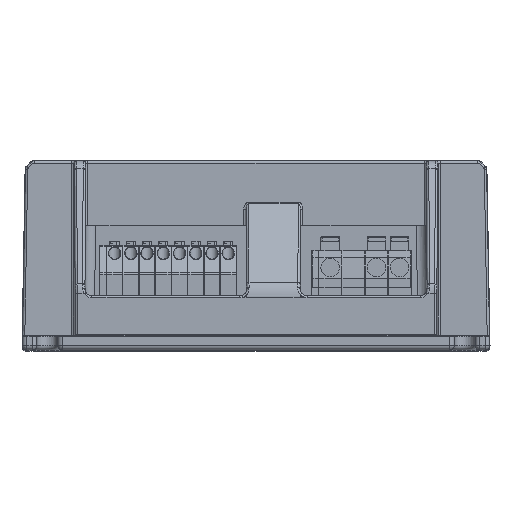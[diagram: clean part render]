
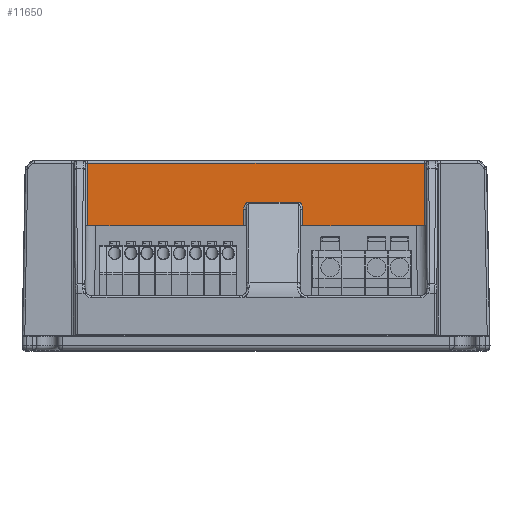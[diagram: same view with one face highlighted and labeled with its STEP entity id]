
A CAD part, top view. The second image highlights one B-rep face of the part: STEP entity #11650.
In plain terms, the highlighted planar face has unit normal (0, 0, 1).
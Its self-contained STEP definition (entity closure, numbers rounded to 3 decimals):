
#9860=CARTESIAN_POINT('',(-2.631,6.35,-15.5));
#9870=VERTEX_POINT('',#9860);
#9900=CARTESIAN_POINT('',(-2.631,6.35,-15.5));
#9910=DIRECTION('',(0.,1.,0.));
#9920=VECTOR('',#9910,1.);
#9930=LINE('',#9900,#9920);
#9940=CARTESIAN_POINT('',(-2.631,9.859,-15.5));
#9950=VERTEX_POINT('',#9940);
#9960=EDGE_CURVE('',#9870,#9950,#9930,.T.);
#10690=CARTESIAN_POINT('',(-36.269,6.35,-15.5));
#10700=VERTEX_POINT('',#10690);
#10730=CARTESIAN_POINT('',(-36.269,6.35,-15.5));
#10740=DIRECTION('',(1.,0.,0.));
#10750=VECTOR('',#10740,1.);
#10760=LINE('',#10730,#10750);
#10770=EDGE_CURVE('',#10700,#9870,#10760,.T.);
#10820=CARTESIAN_POINT('',(36.9,20.5,-15.5));
#10830=DIRECTION('',(0.,0.,-1.));
#10840=DIRECTION('',(-1.,0.,0.));
#10850=AXIS2_PLACEMENT_3D('',#10820,#10830,#10840);
#10860=PLANE('',#10850);
#10870=CARTESIAN_POINT('',(-1.638,11.404,-15.5));
#10880=CARTESIAN_POINT('',(-1.716,11.407,-15.5));
#10890=CARTESIAN_POINT('',(-1.871,11.38,-15.5));
#10900=CARTESIAN_POINT('',(-2.146,11.207,-15.5));
#10910=CARTESIAN_POINT('',(-2.319,11.008,-15.5));
#10920=CARTESIAN_POINT('',(-2.502,10.656,-15.5));
#10930=CARTESIAN_POINT('',(-2.594,10.342,-15.5));
#10940=CARTESIAN_POINT('',(-2.625,10.03,-15.5));
#10950=CARTESIAN_POINT('',(-2.631,9.859,-15.5));
#10960=B_SPLINE_CURVE_WITH_KNOTS('',3,(#10870,#10880,#10890,#10900,
#10910,#10920,#10930,#10940,#10950),.UNSPECIFIED.,.F.,.F.,(4,1,1,1,1,1,4
),(0.,0.167,0.333,0.5,0.667,
0.833,1.),.UNSPECIFIED.);
#10970=CARTESIAN_POINT('',(-1.638,11.404,-15.5));
#10980=VERTEX_POINT('',#10970);
#10990=EDGE_CURVE('',#10980,#9950,#10960,.T.);
#11000=ORIENTED_EDGE('',*,*,#10990,.F.);
#11010=ORIENTED_EDGE('',*,*,#9960,.T.);
#11020=ORIENTED_EDGE('',*,*,#10770,.T.);
#11030=CARTESIAN_POINT('',(-36.269,19.871,-15.5));
#11040=DIRECTION('',(0.,-1.,0.));
#11050=VECTOR('',#11040,1.);
#11060=LINE('',#11030,#11050);
#11070=CARTESIAN_POINT('',(-36.269,19.871,-15.5));
#11080=VERTEX_POINT('',#11070);
#11090=EDGE_CURVE('',#11080,#10700,#11060,.T.);
#11100=ORIENTED_EDGE('',*,*,#11090,.T.);
#11110=CARTESIAN_POINT('',(36.269,19.871,-15.5));
#11120=DIRECTION('',(-1.,0.,0.));
#11130=VECTOR('',#11120,1.);
#11140=LINE('',#11110,#11130);
#11150=CARTESIAN_POINT('',(36.269,19.871,-15.5));
#11160=VERTEX_POINT('',#11150);
#11170=EDGE_CURVE('',#11160,#11080,#11140,.T.);
#11180=ORIENTED_EDGE('',*,*,#11170,.T.);
#11190=CARTESIAN_POINT('',(36.269,6.35,-15.5));
#11200=DIRECTION('',(0.,1.,0.));
#11210=VECTOR('',#11200,1.);
#11220=LINE('',#11190,#11210);
#11230=CARTESIAN_POINT('',(36.267,6.35,-15.5));
#11240=VERTEX_POINT('',#11230);
#11250=EDGE_CURVE('',#11240,#11160,#11220,.T.);
#11260=ORIENTED_EDGE('',*,*,#11250,.T.);
#11270=CARTESIAN_POINT('',(10.131,6.35,-15.5));
#11280=DIRECTION('',(1.,0.,0.));
#11290=VECTOR('',#11280,1.);
#11300=LINE('',#11270,#11290);
#11310=CARTESIAN_POINT('',(10.131,6.35,-15.5));
#11320=VERTEX_POINT('',#11310);
#11330=EDGE_CURVE('',#11320,#11240,#11300,.T.);
#11340=ORIENTED_EDGE('',*,*,#11330,.T.);
#11350=CARTESIAN_POINT('',(10.131,9.859,-15.5));
#11360=DIRECTION('',(0.,-1.,0.));
#11370=VECTOR('',#11360,1.);
#11380=LINE('',#11350,#11370);
#11390=CARTESIAN_POINT('',(10.131,9.859,-15.5));
#11400=VERTEX_POINT('',#11390);
#11410=EDGE_CURVE('',#11400,#11320,#11380,.T.);
#11420=ORIENTED_EDGE('',*,*,#11410,.T.);
#11430=CARTESIAN_POINT('',(10.131,9.859,-15.5));
#11440=CARTESIAN_POINT('',(10.126,10.028,-15.5));
#11450=CARTESIAN_POINT('',(10.095,10.337,-15.5));
#11460=CARTESIAN_POINT('',(10.003,10.654,-15.5));
#11470=CARTESIAN_POINT('',(9.817,11.01,-15.5));
#11480=CARTESIAN_POINT('',(9.642,11.212,-15.5));
#11490=CARTESIAN_POINT('',(9.363,11.383,-15.5));
#11500=CARTESIAN_POINT('',(9.212,11.408,-15.5));
#11510=CARTESIAN_POINT('',(9.138,11.404,-15.5));
#11520=B_SPLINE_CURVE_WITH_KNOTS('',3,(#11430,#11440,#11450,#11460,
#11470,#11480,#11490,#11500,#11510),.UNSPECIFIED.,.F.,.F.,(4,1,1,1,1,1,4
),(0.,0.167,0.333,0.5,0.667,
0.833,1.),.UNSPECIFIED.);
#11530=CARTESIAN_POINT('',(9.138,11.404,-15.5));
#11540=VERTEX_POINT('',#11530);
#11550=EDGE_CURVE('',#11400,#11540,#11520,.T.);
#11560=ORIENTED_EDGE('',*,*,#11550,.F.);
#11570=CARTESIAN_POINT('',(-1.638,11.404,-15.5));
#11580=DIRECTION('',(1.,0.,0.));
#11590=VECTOR('',#11580,1.);
#11600=LINE('',#11570,#11590);
#11610=EDGE_CURVE('',#10980,#11540,#11600,.T.);
#11620=ORIENTED_EDGE('',*,*,#11610,.T.);
#11630=EDGE_LOOP('',(#11620,#11560,#11420,#11340,#11260,#11180,#11100,
#11020,#11010,#11000));
#11640=FACE_OUTER_BOUND('',#11630,.T.);
#11650=ADVANCED_FACE('',(#11640),#10860,.F.);
